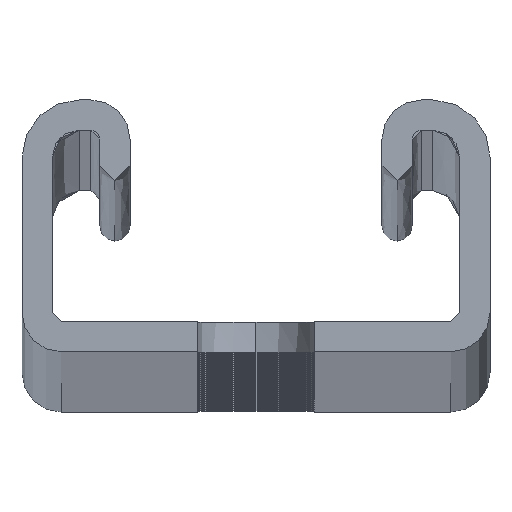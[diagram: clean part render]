
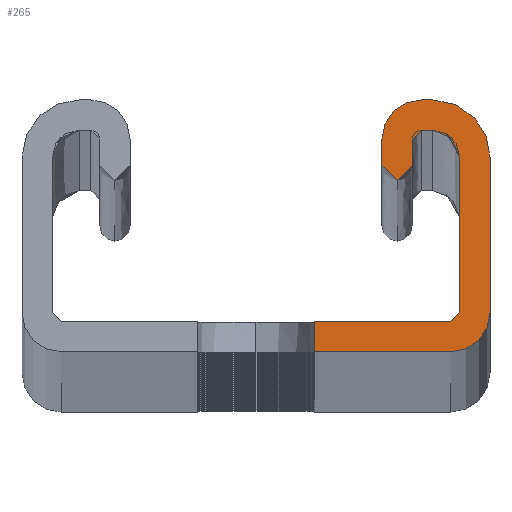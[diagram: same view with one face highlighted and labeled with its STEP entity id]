
A CAD part, top view. The second image highlights one B-rep face of the part: STEP entity #265.
In plain terms, the highlighted planar face has unit normal (0, 0, 1).
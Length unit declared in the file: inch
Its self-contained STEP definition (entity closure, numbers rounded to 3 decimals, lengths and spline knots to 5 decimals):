
#265=ADVANCED_FACE('',(#727),#728,.T.);
#727=FACE_OUTER_BOUND('',#1490,.T.);
#728=PLANE('',#1491);
#1490=EDGE_LOOP('',(#3140,#3141,#3142,#3143,#3144,#3145,#3146,#3147,#3148,#3149,#3150,#3151,#3152,#3153,#3154,#3155,#3156));
#1491=AXIS2_PLACEMENT_3D('',#3157,#3158,#3159);
#3140=ORIENTED_EDGE('',*,*,#4865,.T.);
#3141=ORIENTED_EDGE('',*,*,#4866,.F.);
#3142=ORIENTED_EDGE('',*,*,#4867,.F.);
#3143=ORIENTED_EDGE('',*,*,#4868,.F.);
#3144=ORIENTED_EDGE('',*,*,#4869,.F.);
#3145=ORIENTED_EDGE('',*,*,#4870,.F.);
#3146=ORIENTED_EDGE('',*,*,#4871,.F.);
#3147=ORIENTED_EDGE('',*,*,#4872,.F.);
#3148=ORIENTED_EDGE('',*,*,#4873,.F.);
#3149=ORIENTED_EDGE('',*,*,#4874,.F.);
#3150=ORIENTED_EDGE('',*,*,#4875,.F.);
#3151=ORIENTED_EDGE('',*,*,#4876,.F.);
#3152=ORIENTED_EDGE('',*,*,#4877,.F.);
#3153=ORIENTED_EDGE('',*,*,#4878,.F.);
#3154=ORIENTED_EDGE('',*,*,#4879,.F.);
#3155=ORIENTED_EDGE('',*,*,#4880,.F.);
#3156=ORIENTED_EDGE('',*,*,#4881,.F.);
#3157=CARTESIAN_POINT('',(0.67625,0.36201,120.0));
#3158=DIRECTION('',(0.0,0.0,1.0));
#3159=DIRECTION('',(1.0,0.0,0.0));
#4865=EDGE_CURVE('',#5770,#5771,#5772,.T.);
#4866=EDGE_CURVE('',#5773,#5771,#5774,.T.);
#4867=EDGE_CURVE('',#5775,#5773,#5776,.T.);
#4868=EDGE_CURVE('',#5777,#5775,#5778,.T.);
#4869=EDGE_CURVE('',#5779,#5777,#5780,.T.);
#4870=EDGE_CURVE('',#5781,#5779,#5782,.T.);
#4871=EDGE_CURVE('',#5783,#5781,#5784,.T.);
#4872=EDGE_CURVE('',#5785,#5783,#5786,.T.);
#4873=EDGE_CURVE('',#5787,#5785,#5788,.T.);
#4874=EDGE_CURVE('',#5789,#5787,#5790,.T.);
#4875=EDGE_CURVE('',#5791,#5789,#5792,.T.);
#4876=EDGE_CURVE('',#5793,#5791,#5794,.T.);
#4877=EDGE_CURVE('',#5795,#5793,#5796,.T.);
#4878=EDGE_CURVE('',#5797,#5795,#5798,.T.);
#4879=EDGE_CURVE('',#5799,#5797,#5800,.T.);
#4880=EDGE_CURVE('',#5801,#5799,#5802,.T.);
#4881=EDGE_CURVE('',#5770,#5801,#5803,.T.);
#5770=VERTEX_POINT('',#7132);
#5771=VERTEX_POINT('',#7133);
#5772=LINE('',#7134,#7135);
#5773=VERTEX_POINT('',#7136);
#5774=LINE('',#7137,#7138);
#5775=VERTEX_POINT('',#7139);
#5776=B_SPLINE_CURVE_WITH_KNOTS('',3,(#7140,#7141,#7142,#7143),.UNSPECIFIED.,.F.,.F.,(4,4),(-1.0,-0.0),.UNSPECIFIED.);
#5777=VERTEX_POINT('',#7144);
#5778=LINE('',#7145,#7146);
#5779=VERTEX_POINT('',#7147);
#5780=B_SPLINE_CURVE_WITH_KNOTS('',3,(#7148,#7149,#7150,#7151),.UNSPECIFIED.,.F.,.F.,(4,4),(-1.0,-0.0),.UNSPECIFIED.);
#5781=VERTEX_POINT('',#7152);
#5782=LINE('',#7153,#7154);
#5783=VERTEX_POINT('',#7155);
#5784=B_SPLINE_CURVE_WITH_KNOTS('',3,(#7156,#7157,#7158,#7159),.UNSPECIFIED.,.F.,.F.,(4,4),(-1.0,-0.0),.UNSPECIFIED.);
#5785=VERTEX_POINT('',#7160);
#5786=LINE('',#7161,#7162);
#5787=VERTEX_POINT('',#7163);
#5788=B_SPLINE_CURVE_WITH_KNOTS('',3,(#7164,#7165,#7166,#7167),.UNSPECIFIED.,.F.,.F.,(4,4),(-1.0,-0.0),.UNSPECIFIED.);
#5789=VERTEX_POINT('',#7168);
#5790=B_SPLINE_CURVE_WITH_KNOTS('',3,(#7169,#7170,#7171,#7172),.UNSPECIFIED.,.F.,.F.,(4,4),(-1.0,-0.0),.UNSPECIFIED.);
#5791=VERTEX_POINT('',#7173);
#5792=LINE('',#7174,#7175);
#5793=VERTEX_POINT('',#7176);
#5794=B_SPLINE_CURVE_WITH_KNOTS('',3,(#7177,#7178,#7179,#7180),.UNSPECIFIED.,.F.,.F.,(4,4),(-1.0,-0.0),.UNSPECIFIED.);
#5795=VERTEX_POINT('',#7181);
#5796=LINE('',#7182,#7183);
#5797=VERTEX_POINT('',#7184);
#5798=B_SPLINE_CURVE_WITH_KNOTS('',3,(#7185,#7186,#7187,#7188),.UNSPECIFIED.,.F.,.F.,(4,4),(-1.0,-0.0),.UNSPECIFIED.);
#5799=VERTEX_POINT('',#7189);
#5800=LINE('',#7190,#7191);
#5801=VERTEX_POINT('',#7192);
#5802=B_SPLINE_CURVE_WITH_KNOTS('',3,(#7193,#7194,#7195,#7196),.UNSPECIFIED.,.F.,.F.,(4,4),(-1.0,-0.0),.UNSPECIFIED.);
#5803=LINE('',#7197,#7198);
#7132=CARTESIAN_POINT('',(0.87937,0.10499,120.0));
#7133=CARTESIAN_POINT('',(0.87937,0.0,120.0));
#7134=CARTESIAN_POINT('',(0.87937,0.13139,120.0));
#7135=VECTOR('',#9457,1.0);
#7136=CARTESIAN_POINT('',(1.3525,0.0,120.0));
#7137=CARTESIAN_POINT('',(0.0,0.0,120.0));
#7138=VECTOR('',#9458,1.0);
#7139=CARTESIAN_POINT('',(1.48875,0.13624,120.0));
#7140=CARTESIAN_POINT('',(1.48875,0.13624,120.0));
#7141=CARTESIAN_POINT('',(1.48875,0.06101,120.0));
#7142=CARTESIAN_POINT('',(1.42774,0.0,120.0));
#7143=CARTESIAN_POINT('',(1.3525,0.0,120.0));
#7144=CARTESIAN_POINT('',(1.48875,0.67625,120.0));
#7145=CARTESIAN_POINT('',(1.48875,0.13624,120.0));
#7146=VECTOR('',#9459,1.0);
#7147=CARTESIAN_POINT('',(1.29,0.875,120.0));
#7148=CARTESIAN_POINT('',(1.29,0.875,120.0));
#7149=CARTESIAN_POINT('',(1.39976,0.875,120.0));
#7150=CARTESIAN_POINT('',(1.48875,0.78602,120.0));
#7151=CARTESIAN_POINT('',(1.48875,0.67625,120.0));
#7152=CARTESIAN_POINT('',(1.24999,0.875,120.0));
#7153=CARTESIAN_POINT('',(1.29,0.875,120.0));
#7154=VECTOR('',#9460,1.0);
#7155=CARTESIAN_POINT('',(1.11375,0.73875,120.0));
#7156=CARTESIAN_POINT('',(1.11375,0.73875,120.0));
#7157=CARTESIAN_POINT('',(1.11375,0.814,120.0));
#7158=CARTESIAN_POINT('',(1.17476,0.875,120.0));
#7159=CARTESIAN_POINT('',(1.24999,0.875,120.0));
#7160=CARTESIAN_POINT('',(1.11375,0.6465,120.0));
#7161=CARTESIAN_POINT('',(1.11375,0.73875,120.0));
#7162=VECTOR('',#9461,1.0);
#7163=CARTESIAN_POINT('',(1.16625,0.594,120.0));
#7164=CARTESIAN_POINT('',(1.16625,0.594,120.0));
#7165=CARTESIAN_POINT('',(1.13725,0.594,120.0));
#7166=CARTESIAN_POINT('',(1.11375,0.61751,120.0));
#7167=CARTESIAN_POINT('',(1.11375,0.6465,120.0));
#7168=CARTESIAN_POINT('',(1.21874,0.6465,120.0));
#7169=CARTESIAN_POINT('',(1.21874,0.6465,120.0));
#7170=CARTESIAN_POINT('',(1.21874,0.61751,120.0));
#7171=CARTESIAN_POINT('',(1.19524,0.594,120.0));
#7172=CARTESIAN_POINT('',(1.16625,0.594,120.0));
#7173=CARTESIAN_POINT('',(1.21874,0.73875,120.0));
#7174=CARTESIAN_POINT('',(1.21874,0.6465,120.0));
#7175=VECTOR('',#9462,1.0);
#7176=CARTESIAN_POINT('',(1.24999,0.77,120.0));
#7177=CARTESIAN_POINT('',(1.24999,0.77,120.0));
#7178=CARTESIAN_POINT('',(1.23274,0.77,120.0));
#7179=CARTESIAN_POINT('',(1.21874,0.75601,120.0));
#7180=CARTESIAN_POINT('',(1.21874,0.73875,120.0));
#7181=CARTESIAN_POINT('',(1.29,0.77,120.0));
#7182=CARTESIAN_POINT('',(1.24999,0.77,120.0));
#7183=VECTOR('',#9463,1.0);
#7184=CARTESIAN_POINT('',(1.38375,0.67625,120.0));
#7185=CARTESIAN_POINT('',(1.38375,0.67625,120.0));
#7186=CARTESIAN_POINT('',(1.38375,0.72803,120.0));
#7187=CARTESIAN_POINT('',(1.34178,0.77,120.0));
#7188=CARTESIAN_POINT('',(1.29,0.77,120.0));
#7189=CARTESIAN_POINT('',(1.38375,0.13624,120.0));
#7190=CARTESIAN_POINT('',(1.38375,0.67625,120.0));
#7191=VECTOR('',#9464,1.0);
#7192=CARTESIAN_POINT('',(1.3525,0.10499,120.0));
#7193=CARTESIAN_POINT('',(1.3525,0.10499,120.0));
#7194=CARTESIAN_POINT('',(1.36976,0.10499,120.0));
#7195=CARTESIAN_POINT('',(1.38375,0.11899,120.0));
#7196=CARTESIAN_POINT('',(1.38375,0.13624,120.0));
#7197=CARTESIAN_POINT('',(1.3525,0.10499,120.0));
#7198=VECTOR('',#9465,1.0);
#9457=DIRECTION('',(-0.0,-1.0,0.0));
#9458=DIRECTION('',(-1.0,-0.0,-0.0));
#9459=DIRECTION('',(-0.0,-1.0,-0.0));
#9460=DIRECTION('',(1.0,0.0,0.0));
#9461=DIRECTION('',(0.0,1.0,0.0));
#9462=DIRECTION('',(-0.0,-1.0,-0.0));
#9463=DIRECTION('',(-1.0,-0.0,-0.0));
#9464=DIRECTION('',(0.0,1.0,0.0));
#9465=DIRECTION('',(1.0,0.0,0.0));
